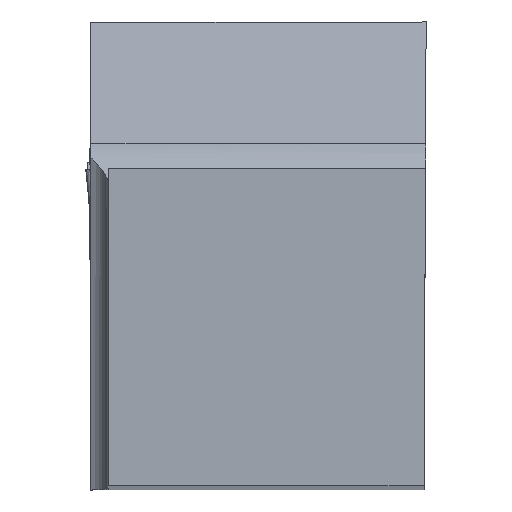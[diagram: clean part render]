
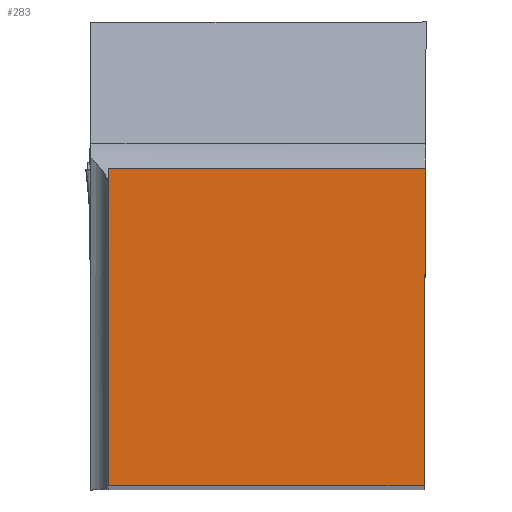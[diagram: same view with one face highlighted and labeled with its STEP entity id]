
A CAD part, top view. The second image highlights one B-rep face of the part: STEP entity #283.
In plain terms, the highlighted planar face has unit normal (0, 0, 1).
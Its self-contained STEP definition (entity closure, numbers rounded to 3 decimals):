
#283=ADVANCED_FACE('CU_BACK_SU1',(#439),#384,.F.);
#384=PLANE('',#2013);
#439=FACE_OUTER_BOUND('',#544,.T.);
#544=EDGE_LOOP('',(#773,#774,#775,#776));
#773=ORIENTED_EDGE('',*,*,#1445,.T.);
#774=ORIENTED_EDGE('',*,*,#1408,.T.);
#775=ORIENTED_EDGE('',*,*,#1411,.T.);
#776=ORIENTED_EDGE('',*,*,#1448,.F.);
#1224=VERTEX_POINT('',#2612);
#1231=VERTEX_POINT('',#2627);
#1233=VERTEX_POINT('',#2633);
#1253=VERTEX_POINT('',#2728);
#1408=EDGE_CURVE('',#1224,#1231,#1672,.T.);
#1411=EDGE_CURVE('',#1231,#1233,#1675,.T.);
#1445=EDGE_CURVE('',#1253,#1224,#1699,.T.);
#1448=EDGE_CURVE('',#1253,#1233,#1702,.T.);
#1672=LINE('',#2628,#1818);
#1675=LINE('',#2634,#1821);
#1699=LINE('',#2727,#1845);
#1702=LINE('',#2732,#1848);
#1818=VECTOR('',#2185,1.);
#1821=VECTOR('',#2190,1.);
#1845=VECTOR('',#2254,1.);
#1848=VECTOR('',#2259,1.);
#2013=AXIS2_PLACEMENT_3D('',#2733,#2260,#2261);
#2185=DIRECTION('',(0.004,1.,0.));
#2190=DIRECTION('',(-1.,0.,0.));
#2254=DIRECTION('',(1.,0.,0.));
#2259=DIRECTION('',(0.,1.,0.));
#2260=DIRECTION('',(0.,0.,-1.));
#2261=DIRECTION('',(0.,-1.,0.));
#2612=CARTESIAN_POINT('',(-0.069,0.,0.));
#2627=CARTESIAN_POINT('',(0.,15.875,0.));
#2628=CARTESIAN_POINT('',(0.088,35.974,0.));
#2633=CARTESIAN_POINT('',(-15.875,15.875,0.));
#2634=CARTESIAN_POINT('',(22.794,15.875,0.));
#2727=CARTESIAN_POINT('',(22.794,0.,0.));
#2728=CARTESIAN_POINT('',(-15.875,0.,0.));
#2732=CARTESIAN_POINT('',(-15.875,35.875,0.));
#2733=CARTESIAN_POINT('',(22.794,35.875,0.));
